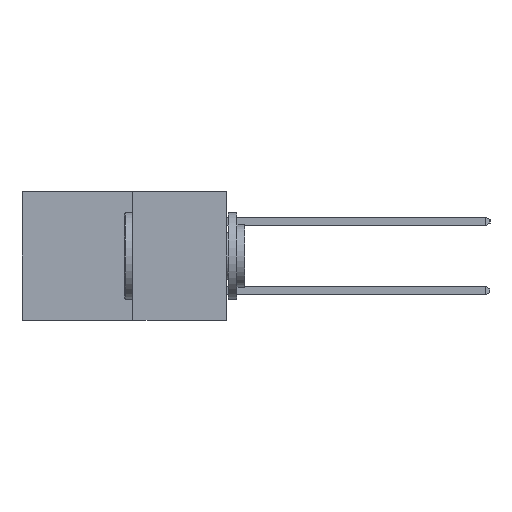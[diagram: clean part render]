
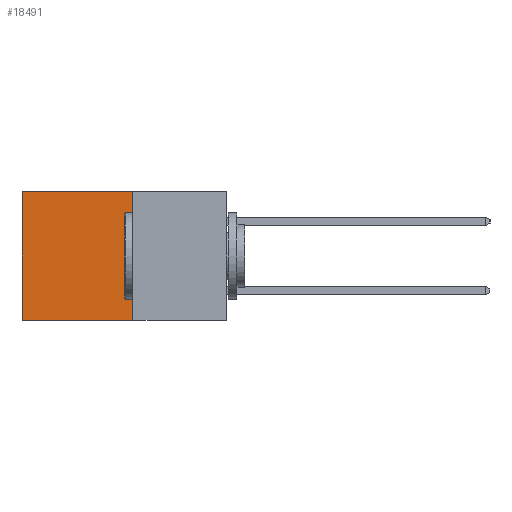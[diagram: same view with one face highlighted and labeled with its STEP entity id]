
A CAD part, left-side view. The second image highlights one B-rep face of the part: STEP entity #18491.
In plain terms, the highlighted planar face has unit normal (-1, 0, 0).
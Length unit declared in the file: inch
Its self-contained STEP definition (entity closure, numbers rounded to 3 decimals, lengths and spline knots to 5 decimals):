
#630 = VECTOR ( 'NONE', #8578, 39.37008 ) ;
#1116 = LINE ( 'NONE', #8612, #630 ) ;
#1481 = VECTOR ( 'NONE', #3988, 39.37008 ) ;
#2383 = VECTOR ( 'NONE', #8114, 39.37008 ) ;
#2686 = EDGE_CURVE ( 'NONE', #4964, #14230, #10257, .T. ) ;
#3002 = FACE_OUTER_BOUND ( 'NONE', #13068, .T. ) ;
#3988 = DIRECTION ( 'NONE',  ( 0., 1., 0. ) ) ;
#4026 = EDGE_CURVE ( 'NONE', #4981, #17765, #1116, .T. ) ;
#4709 = PLANE ( 'NONE',  #15835 ) ;
#4964 = VERTEX_POINT ( 'NONE', #10402 ) ;
#4981 = VERTEX_POINT ( 'NONE', #9875 ) ;
#6099 = LINE ( 'NONE', #16295, #17096 ) ;
#6168 = DIRECTION ( 'NONE',  ( 0., 0., -1. ) ) ;
#6856 = EDGE_CURVE ( 'NONE', #4981, #4964, #13328, .T. ) ;
#6889 = CARTESIAN_POINT ( 'NONE',  ( 0.277, 0.27, 0. ) ) ;
#8114 = DIRECTION ( 'NONE',  ( 0., 0., -1. ) ) ;
#8578 = DIRECTION ( 'NONE',  ( 0., 0., -1. ) ) ;
#8612 = CARTESIAN_POINT ( 'NONE',  ( 0.277, 0.27, -0.37 ) ) ;
#8933 = CARTESIAN_POINT ( 'NONE',  ( 0.277, 0.59, -0.37 ) ) ;
#9067 = CARTESIAN_POINT ( 'NONE',  ( 0.277, 0.27, -0.37 ) ) ;
#9184 = DIRECTION ( 'NONE',  ( 0., 1., 0. ) ) ;
#9410 = ORIENTED_EDGE ( 'NONE', *, *, #2686, .T. ) ;
#9875 = CARTESIAN_POINT ( 'NONE',  ( 0.277, 0.27, 0. ) ) ;
#10257 = LINE ( 'NONE', #10651, #2383 ) ;
#10402 = CARTESIAN_POINT ( 'NONE',  ( 0.277, 0.59, 0. ) ) ;
#10651 = CARTESIAN_POINT ( 'NONE',  ( 0.277, 0.59, -0.37 ) ) ;
#12219 = ORIENTED_EDGE ( 'NONE', *, *, #14902, .F. ) ;
#13068 = EDGE_LOOP ( 'NONE', ( #9410, #12219, #14410, #15333 ) ) ;
#13328 = LINE ( 'NONE', #6889, #1481 ) ;
#14230 = VERTEX_POINT ( 'NONE', #8933 ) ;
#14410 = ORIENTED_EDGE ( 'NONE', *, *, #4026, .F. ) ;
#14852 = DIRECTION ( 'NONE',  ( 1., 0., 0. ) ) ;
#14902 = EDGE_CURVE ( 'NONE', #17765, #14230, #6099, .T. ) ;
#15333 = ORIENTED_EDGE ( 'NONE', *, *, #6856, .T. ) ;
#15835 = AXIS2_PLACEMENT_3D ( 'NONE', #9067, #14852, #6168 ) ;
#16024 = CARTESIAN_POINT ( 'NONE',  ( 0.277, 0.27, -0.37 ) ) ;
#16295 = CARTESIAN_POINT ( 'NONE',  ( 0.277, 0.27, -0.37 ) ) ;
#17096 = VECTOR ( 'NONE', #9184, 39.37008 ) ;
#17765 = VERTEX_POINT ( 'NONE', #16024 ) ;
#18491 = ADVANCED_FACE ( 'NONE', ( #3002 ), #4709, .F. ) ;
